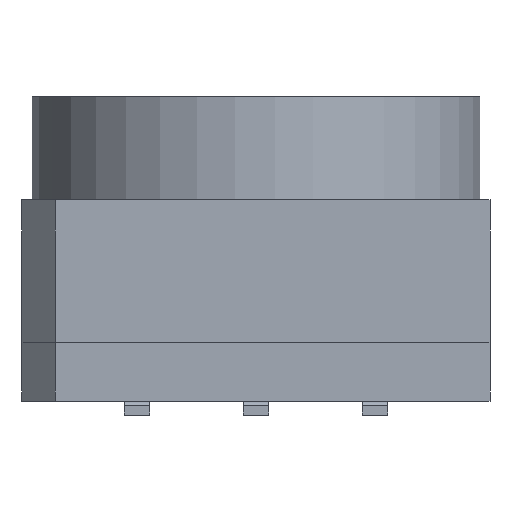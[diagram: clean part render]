
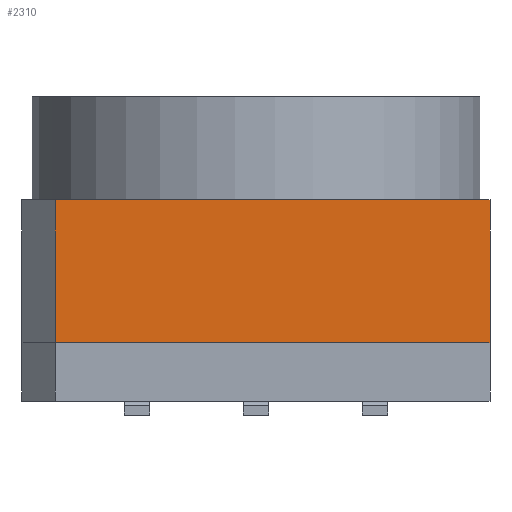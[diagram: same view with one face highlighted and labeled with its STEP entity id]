
A CAD part, left-side view. The second image highlights one B-rep face of the part: STEP entity #2310.
In plain terms, the highlighted planar face has unit normal (-1, 0, 0).
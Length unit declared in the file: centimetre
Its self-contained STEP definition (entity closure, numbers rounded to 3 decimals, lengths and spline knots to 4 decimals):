
#276=LINE('',#3268,#516);
#359=LINE('',#3974,#599);
#362=LINE('',#3980,#602);
#369=LINE('',#3995,#609);
#516=VECTOR('',#2762,1.);
#599=VECTOR('',#2893,1.);
#602=VECTOR('',#2898,1.);
#609=VECTOR('',#2909,1.);
#733=FACE_OUTER_BOUND('',#872,.T.);
#872=EDGE_LOOP('',(#2075,#2076,#2077,#2078));
#1013=VERTEX_POINT('',#3258);
#1016=VERTEX_POINT('',#3266);
#1115=VERTEX_POINT('',#3973);
#1117=VERTEX_POINT('',#3979);
#1287=EDGE_CURVE('',#1013,#1016,#276,.T.);
#1435=EDGE_CURVE('',#1115,#1013,#359,.T.);
#1438=EDGE_CURVE('',#1117,#1115,#362,.T.);
#1446=EDGE_CURVE('',#1117,#1016,#369,.T.);
#2075=ORIENTED_EDGE('',*,*,#1435,.T.);
#2076=ORIENTED_EDGE('',*,*,#1287,.T.);
#2077=ORIENTED_EDGE('',*,*,#1446,.F.);
#2078=ORIENTED_EDGE('',*,*,#1438,.T.);
#2185=PLANE('',#2443);
#2310=ADVANCED_FACE('',(#733),#2185,.T.);
#2443=AXIS2_PLACEMENT_3D('',#3994,#2907,#2908);
#2762=DIRECTION('',(0.,-1.,0.));
#2893=DIRECTION('',(0.,0.,-1.));
#2898=DIRECTION('',(0.,1.,0.));
#2907=DIRECTION('center_axis',(-1.,0.,0.));
#2908=DIRECTION('ref_axis',(0.,0.,
1.));
#2909=DIRECTION('',(0.,0.,-1.));
#3258=CARTESIAN_POINT('',(-0.5,0.4293,-0.1525));
#3266=CARTESIAN_POINT('',(-0.5,-0.5,-0.1525));
#3268=CARTESIAN_POINT('',(-0.5,0.5,-0.1525));
#3973=CARTESIAN_POINT('',(-0.5,0.4293,0.1525));
#3974=CARTESIAN_POINT('',(-0.5,0.4293,0.0763));
#3979=CARTESIAN_POINT('',(-0.5,-0.5,0.1525));
#3980=CARTESIAN_POINT('',(-0.5,0.5,0.1525));
#3994=CARTESIAN_POINT('Origin',(-0.5,-0.5,0.));
#3995=CARTESIAN_POINT('',(-0.5,-0.5,0.));
